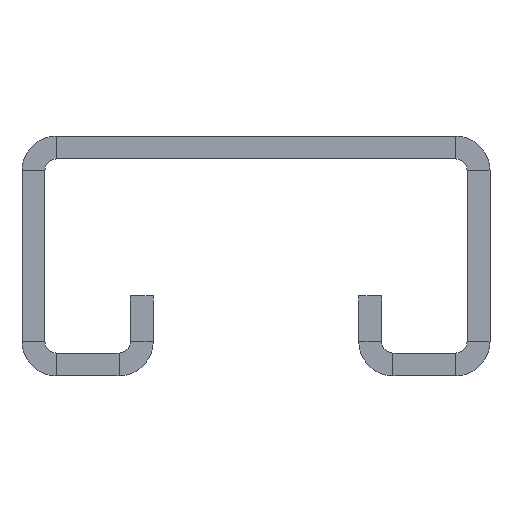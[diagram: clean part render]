
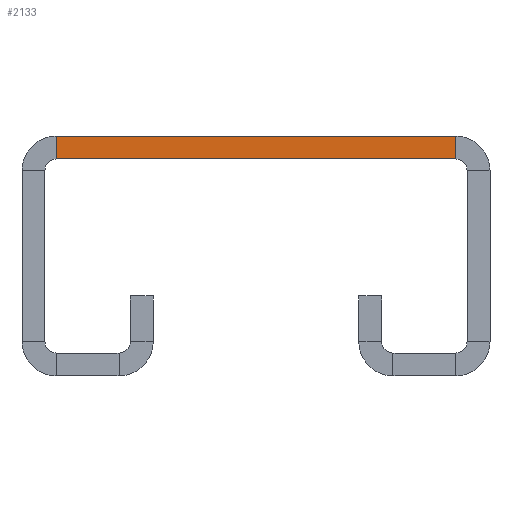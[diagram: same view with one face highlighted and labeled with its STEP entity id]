
A CAD part, front view. The second image highlights one B-rep face of the part: STEP entity #2133.
In plain terms, the highlighted planar face has unit normal (0, -1, 0).
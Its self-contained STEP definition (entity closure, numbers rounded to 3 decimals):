
#469=DIRECTION('',(0.,0.,-1.));
#470=VECTOR('',#469,2.);
#471=CARTESIAN_POINT('',(17.5,-400.,10.5));
#472=LINE('',#471,#470);
#473=DIRECTION('',(1.,0.,0.));
#474=VECTOR('',#473,35.);
#475=CARTESIAN_POINT('',(-17.5,-400.,8.5));
#476=LINE('',#475,#474);
#477=DIRECTION('',(1.,0.,0.));
#478=VECTOR('',#477,35.);
#479=CARTESIAN_POINT('',(-17.5,-400.,10.5));
#480=LINE('',#479,#478);
#837=DIRECTION('',(0.,0.,-1.));
#838=VECTOR('',#837,2.);
#839=CARTESIAN_POINT('',(-17.5,-400.,10.5));
#840=LINE('',#839,#838);
#1322=CARTESIAN_POINT('',(17.5,-400.,10.5));
#1324=VERTEX_POINT('',#1322);
#1334=CARTESIAN_POINT('',(-17.5,-400.,10.5));
#1336=VERTEX_POINT('',#1334);
#1370=CARTESIAN_POINT('',(17.5,-400.,8.5));
#1372=VERTEX_POINT('',#1370);
#1382=CARTESIAN_POINT('',(-17.5,-400.,8.5));
#1384=VERTEX_POINT('',#1382);
#2119=CARTESIAN_POINT('',(0.,-400.,9.5));
#2120=DIRECTION('',(0.,-1.,0.));
#2121=DIRECTION('',(1.,0.,0.));
#2122=AXIS2_PLACEMENT_3D('',#2119,#2120,#2121);
#2123=PLANE('',#2122);
#2125=ORIENTED_EDGE('',*,*,#2124,.T.);
#2127=ORIENTED_EDGE('',*,*,#2126,.F.);
#2129=ORIENTED_EDGE('',*,*,#2128,.F.);
#2130=ORIENTED_EDGE('',*,*,#1950,.T.);
#2131=EDGE_LOOP('',(#2125,#2127,#2129,#2130));
#2132=FACE_OUTER_BOUND('',#2131,.F.);
#2133=ADVANCED_FACE('',(#2132),#2123,.T.);
#1950=EDGE_CURVE('',#1336,#1324,#480,.T.);
#2124=EDGE_CURVE('',#1324,#1372,#472,.T.);
#2126=EDGE_CURVE('',#1384,#1372,#476,.T.);
#2128=EDGE_CURVE('',#1336,#1384,#840,.T.);
